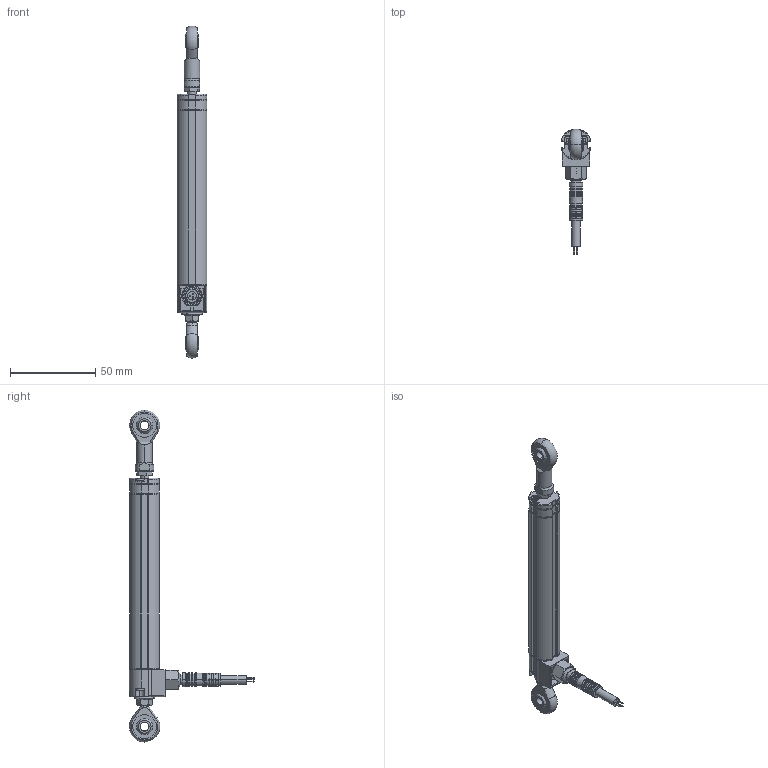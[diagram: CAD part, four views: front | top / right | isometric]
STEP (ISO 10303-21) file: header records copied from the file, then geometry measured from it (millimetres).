
FILE_DESCRIPTION (( 'STEP AP214' ), '1' );
FILE_NAME ('TEX_0500_x15_xxx_101.STEP', '2006-04-06T11:18:10', ( 'novotechnik' ), ( 'novotechnik' ), 'SwSTEP 2.0', 'SolidWorks 2005235', '' );
FILE_SCHEMA (( 'AUTOMOTIVE_DESIGN' ));
Length unit declared in the file: millimetre
Products named in the file (26): Litze_seite~00ID_Standard; Litze_mitte~00ID_Standard; Stift~00ID_Standard; TEX_0500_x15_xxx_101; Hülse~00ID_Standard; Steckerflansch~02ID_Standard; Steckerflansch_montiert~00ID_Standard; 516917_Gehäuse~00_TEX_075_X1X <standard>; Sechskantmutter_m._Flansch_DIN_6923_-_M5_-_C~00ID; Gelenkkugelhalter~00ID_516651 <Standard>; Gelenkkopf_mit_Außengewinde_M5~00ID_516651 <Standard>; O-Ring_5x1_FPM_80~00ID_Standard; Lagerdeckel~02ID_Standard; Lagerflansch_(10-100)~03ID_Tastversion<Standard>; Lagerflansch_montiert_0010-0100~00ID_Standard; Gelenkkopf_mit_Innengewinde_M5~00ID_Standard; Schubstange~01ID_Schubstange 50<Standard>; Bewegungseinheit~03ID_TEX50_Schubstange; Flachdichtung~00ID_Standard; Mutter M5-DIN439-niedrige FormID_Standard; Gelenkkugel_M5~00ID_Standard; Gelenkkugelhalter_mit_Innengewinde_M5~00ID_Standard; Gehäuse_Gehäuse~00ID_Standard; Gerätestecker_ELST_3308_RV_LH~00ID_Standard; 005617~00_Standard; Zylinderschraube~03ID_Standard
Assembly tree (34 placements, depth 4):
  TEX_0500_x15_xxx_101
    516917_Gehäuse~00_TEX_075_X1X <standard>
    Lagerflansch_montiert_0010-0100~00ID_Standard
      Lagerdeckel~02ID_Standard
      Lagerflansch_(10-100)~03ID_Tastversion<Standard>
      O-Ring_5x1_FPM_80~00ID_Standard
      Flachdichtung~00ID_Standard  x2
    Bewegungseinheit~03ID_TEX50_Schubstange
      Gelenkkopf_mit_Innengewinde_M5~00ID_Standard
        Gelenkkugelhalter_mit_Innengewinde_M5~00ID_Standard
        Gelenkkugel_M5~00ID_Standard
      Schubstange~01ID_Schubstange 50<Standard>
      Mutter M5-DIN439-niedrige FormID_Standard
    005617~00_Standard
    Zylinderschraube~03ID_Standard  x4
    Gerätestecker_ELST_3308_RV_LH~00ID_Standard
      Stift~00ID_Standard  x3
      Litze_seite~00ID_Standard  x2
      Litze_mitte~00ID_Standard
      Gehäuse_Gehäuse~00ID_Standard
    Steckerflansch_montiert~00ID_Standard
      Sechskantmutter_m._Flansch_DIN_6923_-_M5_-_C~00ID
      Gelenkkopf_mit_Außengewinde_M5~00ID_516651 <Standard>
        Gelenkkugel_M5~00ID_Standard
        Gelenkkugelhalter~00ID_516651 <Standard>
      Hülse~00ID_Standard
      Flachdichtung~00ID_Standard
      Steckerflansch~02ID_Standard
Bounding box: 17.55 x 73.57 x 194.73 mm (x, y, z)
Volume: 36708 mm3; surface area: 23036.2 mm2
Topology: 28 solids, 28 shells, 1282 faces, 3124 edges, 1920 vertices
Faces by surface type: cylinder 526, plane 432, torus 129, cone 105, bspline 46, sphere 44
Entity records: 38461 total; most frequent: CARTESIAN_POINT 15252, DIRECTION 4766, ORIENTED_EDGE 4398, EDGE_CURVE 2199, AXIS2_PLACEMENT_3D 1883, VERTEX_POINT 1370, EDGE_LOOP 1017, LINE 1000
